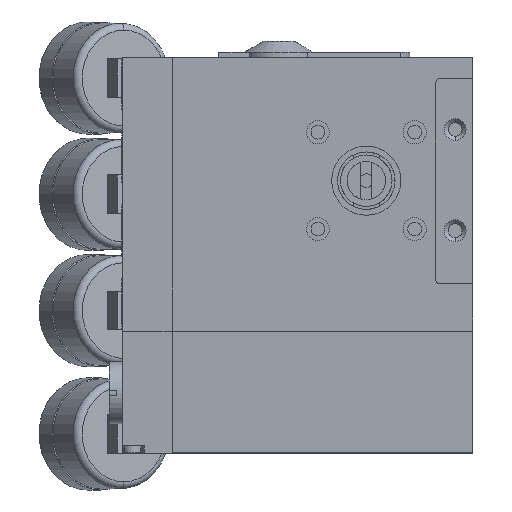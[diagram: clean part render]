
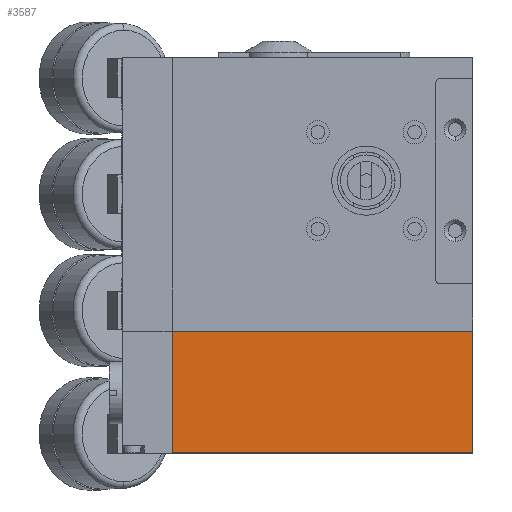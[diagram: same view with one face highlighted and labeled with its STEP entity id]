
A CAD part, front view. The second image highlights one B-rep face of the part: STEP entity #3587.
In plain terms, the highlighted planar face has unit normal (0, -1, 0).
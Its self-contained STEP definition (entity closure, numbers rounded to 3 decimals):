
#6 = EDGE_CURVE ( 'NONE', #5031, #11150, #11247, .T. ) ;
#103 = EDGE_CURVE ( 'NONE', #5031, #4447, #5659, .T. ) ;
#621 = DIRECTION ( 'NONE',  ( 0., 0., -1. ) ) ;
#1238 = CARTESIAN_POINT ( 'NONE',  ( -71., -45., -99.529 ) ) ;
#1263 = ORIENTED_EDGE ( 'NONE', *, *, #14220, .F. ) ;
#1568 = CARTESIAN_POINT ( 'NONE',  ( -71., -45., -55. ) ) ;
#2106 = FACE_OUTER_BOUND ( 'NONE', #8043, .T. ) ;
#2951 = VECTOR ( 'NONE', #9208, 1000. ) ;
#3303 = LINE ( 'NONE', #10277, #2951 ) ;
#3587 = ADVANCED_FACE ( 'NONE', ( #2106 ), #12508, .T. ) ;
#4447 = VERTEX_POINT ( 'NONE', #1238 ) ;
#5031 = VERTEX_POINT ( 'NONE', #10673 ) ;
#5525 = CARTESIAN_POINT ( 'NONE',  ( 39., -45., -99.529 ) ) ;
#5659 = LINE ( 'NONE', #14203, #13944 ) ;
#6043 = DIRECTION ( 'NONE',  ( 0., -1., 0. ) ) ;
#6393 = CARTESIAN_POINT ( 'NONE',  ( 39., -45., -55. ) ) ;
#6523 = VERTEX_POINT ( 'NONE', #5525 ) ;
#6957 = ORIENTED_EDGE ( 'NONE', *, *, #6, .F. ) ;
#7032 = EDGE_CURVE ( 'NONE', #4447, #6523, #3303, .T. ) ;
#7327 = ORIENTED_EDGE ( 'NONE', *, *, #103, .T. ) ;
#8043 = EDGE_LOOP ( 'NONE', ( #9781, #1263, #6957, #7327 ) ) ;
#9208 = DIRECTION ( 'NONE',  ( 1., 0., 0. ) ) ;
#9781 = ORIENTED_EDGE ( 'NONE', *, *, #7032, .T. ) ;
#10017 = CARTESIAN_POINT ( 'NONE',  ( -71., -45., -55. ) ) ;
#10277 = CARTESIAN_POINT ( 'NONE',  ( -71., -45., -99.529 ) ) ;
#10292 = DIRECTION ( 'NONE',  ( 1., 0., 0. ) ) ;
#10673 = CARTESIAN_POINT ( 'NONE',  ( -71., -45., -55. ) ) ;
#11150 = VERTEX_POINT ( 'NONE', #6393 ) ;
#11247 = LINE ( 'NONE', #10017, #13776 ) ;
#11285 = VECTOR ( 'NONE', #621, 1000. ) ;
#11635 = LINE ( 'NONE', #13724, #11285 ) ;
#12508 = PLANE ( 'NONE',  #12612 ) ;
#12612 = AXIS2_PLACEMENT_3D ( 'NONE', #1568, #6043, #13580 ) ;
#13421 = DIRECTION ( 'NONE',  ( 0., 0., -1. ) ) ;
#13580 = DIRECTION ( 'NONE',  ( 0., 0., -1. ) ) ;
#13724 = CARTESIAN_POINT ( 'NONE',  ( 39., -45., -55. ) ) ;
#13776 = VECTOR ( 'NONE', #10292, 1000. ) ;
#13944 = VECTOR ( 'NONE', #13421, 1000. ) ;
#14203 = CARTESIAN_POINT ( 'NONE',  ( -71., -45., -55. ) ) ;
#14220 = EDGE_CURVE ( 'NONE', #11150, #6523, #11635, .T. ) ;
